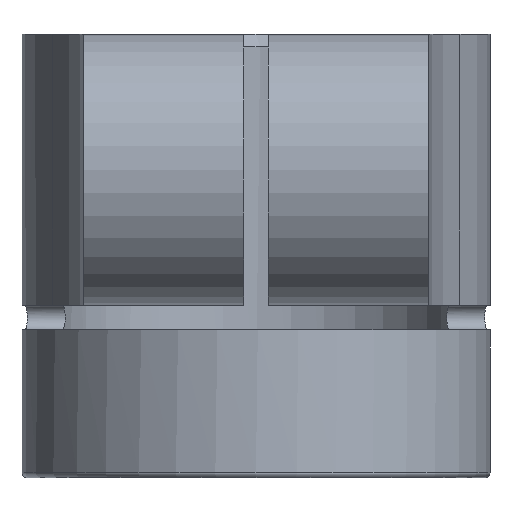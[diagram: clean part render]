
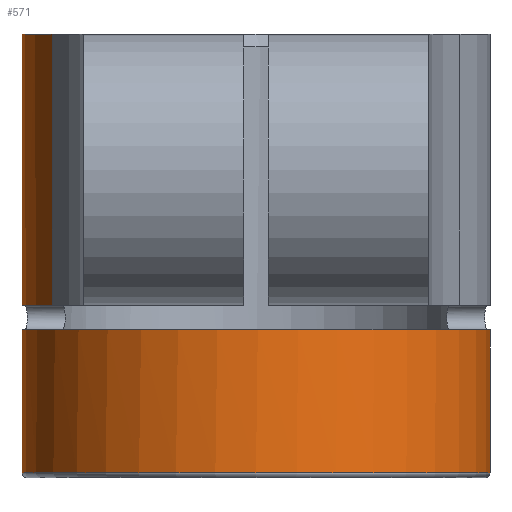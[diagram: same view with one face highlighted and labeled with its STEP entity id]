
A CAD part, front view. The second image highlights one B-rep face of the part: STEP entity #571.
In plain terms, the highlighted cylindrical face has radius 9.5 mm (diameter 19 mm), a full revolution.
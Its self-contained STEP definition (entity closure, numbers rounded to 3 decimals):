
#59=FACE_OUTER_BOUND('',#95,.T.);
#95=EDGE_LOOP('',(#459,#460,#461,#462,#463,#464,#465,#466,#467,#468,#469,
#470,#471,#472,#473));
#114=B_SPLINE_CURVE_WITH_KNOTS('',3,(#1026,#1027,#1028,#1029,#1030,#1031,
#1032,#1033,#1034,#1035),.UNSPECIFIED.,.F.,.F.,(4,2,2,2,4),(0.,0.019,
0.038,0.057,0.076),.UNSPECIFIED.);
#115=B_SPLINE_CURVE_WITH_KNOTS('',3,(#1037,#1038,#1039,#1040,#1041,#1042,
#1043,#1044,#1045,#1046),.UNSPECIFIED.,.F.,.F.,(4,2,2,2,4),(0.076,
0.095,0.114,0.133,0.152),
 .UNSPECIFIED.);
#116=B_SPLINE_CURVE_WITH_KNOTS('',3,(#1053,#1054,#1055,#1056,#1057,#1058,
#1059,#1060,#1061,#1062),.UNSPECIFIED.,.F.,.F.,(4,2,2,2,4),(0.152,
0.17,0.189,0.208,0.228),
 .UNSPECIFIED.);
#117=B_SPLINE_CURVE_WITH_KNOTS('',3,(#1064,#1065,#1066,#1067,#1068,#1069,
#1070,#1071,#1072,#1073),.UNSPECIFIED.,.F.,.F.,(4,2,2,2,4),(-0.076,
-0.057,-0.038,-0.019,0.),
 .UNSPECIFIED.);
#121=LINE('',#922,#155);
#141=LINE('',#1049,#175);
#142=LINE('',#1076,#176);
#155=VECTOR('',#697,9.5);
#175=VECTOR('',#807,9.5);
#176=VECTOR('',#812,10.);
#212=CIRCLE('',#646,9.5);
#216=CIRCLE('',#652,9.5);
#217=CIRCLE('',#653,9.5);
#218=CIRCLE('',#655,9.5);
#219=CIRCLE('',#656,9.5);
#220=CIRCLE('',#657,9.5);
#221=CIRCLE('',#658,9.5);
#239=VERTEX_POINT('',#920);
#240=VERTEX_POINT('',#921);
#267=VERTEX_POINT('',#1004);
#271=VERTEX_POINT('',#1017);
#272=VERTEX_POINT('',#1019);
#273=VERTEX_POINT('',#1023);
#274=VERTEX_POINT('',#1025);
#275=VERTEX_POINT('',#1036);
#276=VERTEX_POINT('',#1047);
#277=VERTEX_POINT('',#1050);
#278=VERTEX_POINT('',#1052);
#279=VERTEX_POINT('',#1063);
#280=VERTEX_POINT('',#1074);
#297=EDGE_CURVE('',#239,#240,#121,.T.);
#335=EDGE_CURVE('',#239,#267,#212,.T.);
#343=EDGE_CURVE('',#271,#272,#216,.T.);
#344=EDGE_CURVE('',#272,#271,#217,.T.);
#345=EDGE_CURVE('',#240,#273,#218,.T.);
#346=EDGE_CURVE('',#274,#273,#114,.T.);
#347=EDGE_CURVE('',#275,#274,#115,.T.);
#348=EDGE_CURVE('',#275,#276,#219,.T.);
#349=EDGE_CURVE('',#276,#271,#141,.T.);
#350=EDGE_CURVE('',#276,#277,#220,.T.);
#351=EDGE_CURVE('',#278,#277,#116,.T.);
#352=EDGE_CURVE('',#279,#278,#117,.T.);
#353=EDGE_CURVE('',#279,#280,#221,.T.);
#354=EDGE_CURVE('',#267,#280,#142,.T.);
#459=ORIENTED_EDGE('',*,*,#297,.T.);
#460=ORIENTED_EDGE('',*,*,#345,.T.);
#461=ORIENTED_EDGE('',*,*,#346,.F.);
#462=ORIENTED_EDGE('',*,*,#347,.F.);
#463=ORIENTED_EDGE('',*,*,#348,.T.);
#464=ORIENTED_EDGE('',*,*,#349,.T.);
#465=ORIENTED_EDGE('',*,*,#344,.F.);
#466=ORIENTED_EDGE('',*,*,#343,.F.);
#467=ORIENTED_EDGE('',*,*,#349,.F.);
#468=ORIENTED_EDGE('',*,*,#350,.T.);
#469=ORIENTED_EDGE('',*,*,#351,.F.);
#470=ORIENTED_EDGE('',*,*,#352,.F.);
#471=ORIENTED_EDGE('',*,*,#353,.T.);
#472=ORIENTED_EDGE('',*,*,#354,.F.);
#473=ORIENTED_EDGE('',*,*,#335,.F.);
#545=CYLINDRICAL_SURFACE('',#654,9.5);
#571=ADVANCED_FACE('',(#59),#545,.T.);
#646=AXIS2_PLACEMENT_3D('',#1005,#781,#782);
#652=AXIS2_PLACEMENT_3D('',#1020,#797,#798);
#653=AXIS2_PLACEMENT_3D('',#1021,#799,#800);
#654=AXIS2_PLACEMENT_3D('',#1022,#801,#802);
#655=AXIS2_PLACEMENT_3D('',#1024,#803,#804);
#656=AXIS2_PLACEMENT_3D('',#1048,#805,#806);
#657=AXIS2_PLACEMENT_3D('',#1051,#808,#809);
#658=AXIS2_PLACEMENT_3D('',#1075,#810,#811);
#697=DIRECTION('',(0.,0.,-1.));
#781=DIRECTION('center_axis',(0.,0.,1.));
#782=DIRECTION('ref_axis',(-1.,0.,0.));
#797=DIRECTION('center_axis',(0.,0.,-1.));
#798=DIRECTION('ref_axis',(1.,0.,0.));
#799=DIRECTION('center_axis',(0.,0.,-1.));
#800=DIRECTION('ref_axis',(1.,0.,0.));
#801=DIRECTION('center_axis',(0.,0.,1.));
#802=DIRECTION('ref_axis',(-1.,0.,0.));
#803=DIRECTION('center_axis',(0.,0.,1.));
#804=DIRECTION('ref_axis',(-1.,0.,0.));
#805=DIRECTION('center_axis',(0.,0.,-1.));
#806=DIRECTION('ref_axis',(-1.,0.,0.));
#807=DIRECTION('',(0.,0.,-1.));
#808=DIRECTION('center_axis',(0.,0.,-1.));
#809=DIRECTION('ref_axis',(-1.,0.,0.));
#810=DIRECTION('center_axis',(0.,0.,1.));
#811=DIRECTION('ref_axis',(-1.,0.,0.));
#812=DIRECTION('',(0.,0.,-1.));
#920=CARTESIAN_POINT('',(9.5,0.,15.));
#921=CARTESIAN_POINT('',(9.5,0.,4.));
#922=CARTESIAN_POINT('',(9.5,0.,0.));
#1004=CARTESIAN_POINT('',(-8.282,-4.654,15.));
#1005=CARTESIAN_POINT('Origin',(0.,0.,15.));
#1017=CARTESIAN_POINT('',(9.5,0.,-2.8));
#1019=CARTESIAN_POINT('',(-9.5,0.,-2.8));
#1020=CARTESIAN_POINT('Origin',(0.,0.,-2.8));
#1021=CARTESIAN_POINT('Origin',(0.,0.,-2.8));
#1022=CARTESIAN_POINT('Origin',(0.,0.,0.));
#1023=CARTESIAN_POINT('',(9.381,1.5,4.));
#1024=CARTESIAN_POINT('Origin',(0.,0.,4.));
#1025=CARTESIAN_POINT('',(9.287,2.,3.5));
#1026=CARTESIAN_POINT('Ctrl Pts',(9.287,2.,3.5));
#1027=CARTESIAN_POINT('Ctrl Pts',(9.287,2.,3.563));
#1028=CARTESIAN_POINT('Ctrl Pts',(9.29,1.987,3.63));
#1029=CARTESIAN_POINT('Ctrl Pts',(9.301,1.937,3.752));
#1030=CARTESIAN_POINT('Ctrl Pts',(9.308,1.899,3.808));
#1031=CARTESIAN_POINT('Ctrl Pts',(9.326,1.81,3.897));
#1032=CARTESIAN_POINT('Ctrl Pts',(9.337,1.754,3.936));
#1033=CARTESIAN_POINT('Ctrl Pts',(9.359,1.63,3.987));
#1034=CARTESIAN_POINT('Ctrl Pts',(9.371,1.563,4.));
#1035=CARTESIAN_POINT('Ctrl Pts',(9.381,1.5,4.));
#1036=CARTESIAN_POINT('',(9.381,1.5,3.));
#1037=CARTESIAN_POINT('Ctrl Pts',(9.381,1.5,3.));
#1038=CARTESIAN_POINT('Ctrl Pts',(9.371,1.563,3.));
#1039=CARTESIAN_POINT('Ctrl Pts',(9.359,1.63,3.013));
#1040=CARTESIAN_POINT('Ctrl Pts',(9.337,1.754,3.064));
#1041=CARTESIAN_POINT('Ctrl Pts',(9.326,1.81,3.103));
#1042=CARTESIAN_POINT('Ctrl Pts',(9.308,1.899,3.192));
#1043=CARTESIAN_POINT('Ctrl Pts',(9.301,1.937,3.248));
#1044=CARTESIAN_POINT('Ctrl Pts',(9.29,1.987,3.37));
#1045=CARTESIAN_POINT('Ctrl Pts',(9.287,2.,3.437));
#1046=CARTESIAN_POINT('Ctrl Pts',(9.287,2.,3.5));
#1047=CARTESIAN_POINT('',(9.5,0.,3.));
#1048=CARTESIAN_POINT('Origin',(0.,0.,3.));
#1049=CARTESIAN_POINT('',(9.5,0.,0.));
#1050=CARTESIAN_POINT('',(-9.381,1.5,3.));
#1051=CARTESIAN_POINT('Origin',(0.,0.,3.));
#1052=CARTESIAN_POINT('',(-9.287,2.,3.5));
#1053=CARTESIAN_POINT('Ctrl Pts',(-9.287,2.,3.5));
#1054=CARTESIAN_POINT('Ctrl Pts',(-9.287,2.,3.437));
#1055=CARTESIAN_POINT('Ctrl Pts',(-9.29,1.987,3.37));
#1056=CARTESIAN_POINT('Ctrl Pts',(-9.301,1.937,3.248));
#1057=CARTESIAN_POINT('Ctrl Pts',(-9.308,1.899,3.192));
#1058=CARTESIAN_POINT('Ctrl Pts',(-9.326,1.81,3.103));
#1059=CARTESIAN_POINT('Ctrl Pts',(-9.337,1.754,3.064));
#1060=CARTESIAN_POINT('Ctrl Pts',(-9.359,1.63,3.013));
#1061=CARTESIAN_POINT('Ctrl Pts',(-9.371,1.563,3.));
#1062=CARTESIAN_POINT('Ctrl Pts',(-9.381,1.5,3.));
#1063=CARTESIAN_POINT('',(-9.381,1.5,4.));
#1064=CARTESIAN_POINT('Ctrl Pts',(-9.381,1.5,4.));
#1065=CARTESIAN_POINT('Ctrl Pts',(-9.371,1.563,4.));
#1066=CARTESIAN_POINT('Ctrl Pts',(-9.359,1.63,3.987));
#1067=CARTESIAN_POINT('Ctrl Pts',(-9.337,1.754,3.936));
#1068=CARTESIAN_POINT('Ctrl Pts',(-9.326,1.81,3.897));
#1069=CARTESIAN_POINT('Ctrl Pts',(-9.308,1.899,3.808));
#1070=CARTESIAN_POINT('Ctrl Pts',(-9.301,1.937,3.752));
#1071=CARTESIAN_POINT('Ctrl Pts',(-9.29,1.987,3.63));
#1072=CARTESIAN_POINT('Ctrl Pts',(-9.287,2.,3.563));
#1073=CARTESIAN_POINT('Ctrl Pts',(-9.287,2.,3.5));
#1074=CARTESIAN_POINT('',(-8.282,-4.654,4.));
#1075=CARTESIAN_POINT('Origin',(0.,0.,4.));
#1076=CARTESIAN_POINT('',(-8.282,-4.654,0.));
